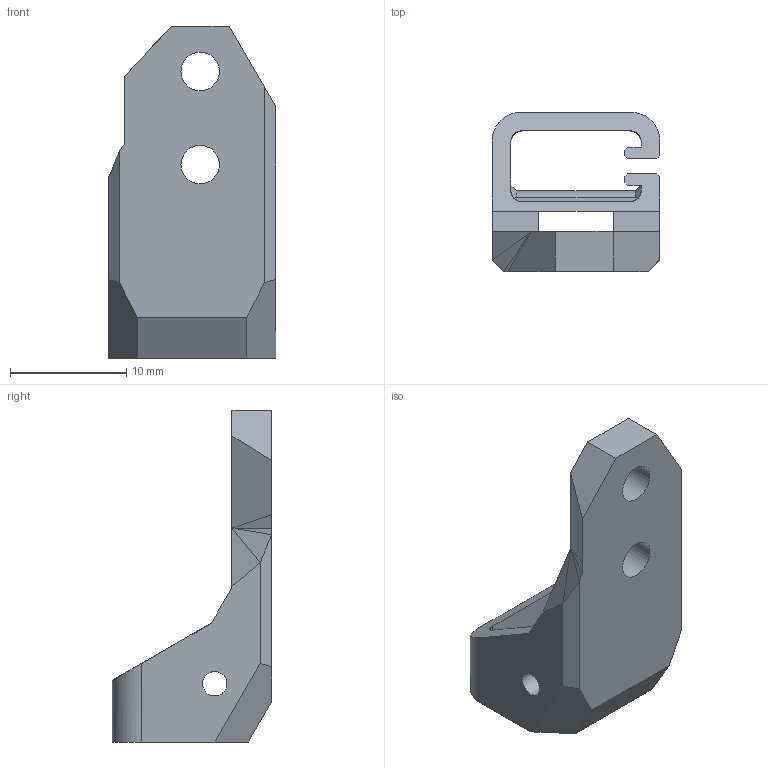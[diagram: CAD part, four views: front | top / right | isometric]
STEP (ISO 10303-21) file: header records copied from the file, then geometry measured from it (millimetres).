
FILE_DESCRIPTION(/* description */ (''),/* implementation_level */ '2;1');
FILE_NAME(/* name */ 'VORON_v0.2_belt_chain_mount v21.step',/* time_stamp */ '2023-07-10T15:38:46+02:00',/* author */ (''),/* organization */ (''),/* preprocessor_version */ 'ST-DEVELOPER v19.2',/* originating_system */ 'Autodesk Translation Framework v12.6.0.85',/* authorisation */ '');
FILE_SCHEMA (('AUTOMOTIVE_DESIGN { 1 0 10303 214 3 1 1 }'));
Length unit declared in the file: millimetre
Products named in the file (1): VORON_v0.2_belt_chain_mount
Bounding box: 14.4 x 13.7 x 28.5 mm (x, y, z)
Volume: 1641.9 mm3; surface area: 1715.8 mm2
Topology: 1 solids, 1 shells, 69 faces, 261 edges, 191 vertices
Faces by surface type: plane 51, cylinder 12, bspline 4, cone 2
Full cylindrical faces by diameter (mm): 2.1 x1, 3.3 x2
Entity records: 3012 total; most frequent: CARTESIAN_POINT 696, ORIENTED_EDGE 522, DIRECTION 459, EDGE_CURVE 261, VERTEX_POINT 191, AXIS2_PLACEMENT_3D 155, LINE 149, VECTOR 149
